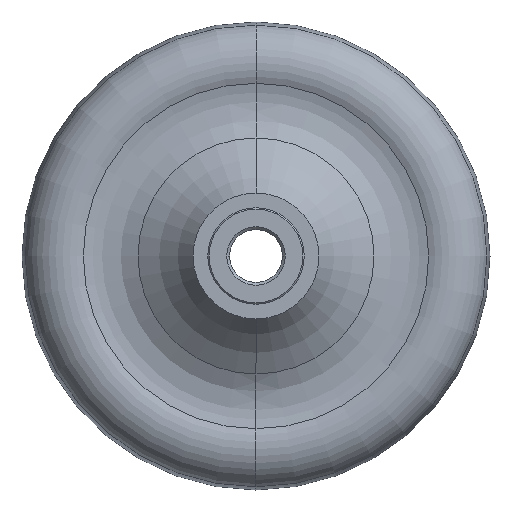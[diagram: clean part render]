
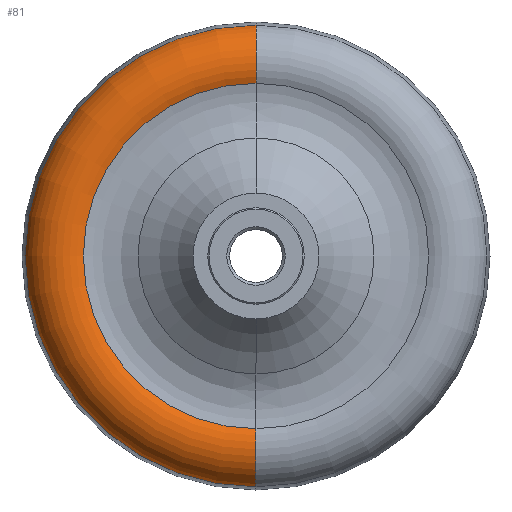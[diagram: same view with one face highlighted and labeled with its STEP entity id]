
A CAD part, left-side view. The second image highlights one B-rep face of the part: STEP entity #81.
In plain terms, the highlighted toroidal (fillet/blend) face has major radius 65.5 mm and minor radius 14 mm.
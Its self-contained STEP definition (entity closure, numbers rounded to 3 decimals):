
#81 = ADVANCED_FACE( '', ( #121 ), #122, .T. );
#121 = FACE_OUTER_BOUND( '', #190, .T. );
#122 = TOROIDAL_SURFACE( '', #191, 65.5, 14. );
#190 = EDGE_LOOP( '', ( #290, #291, #292, #293, #294, #295 ) );
#191 = AXIS2_PLACEMENT_3D( '', #296, #297, #298 );
#290 = ORIENTED_EDGE( '', *, *, #517, .F. );
#291 = ORIENTED_EDGE( '', *, *, #518, .T. );
#292 = ORIENTED_EDGE( '', *, *, #519, .T. );
#293 = ORIENTED_EDGE( '', *, *, #520, .F. );
#294 = ORIENTED_EDGE( '', *, *, #521, .F. );
#295 = ORIENTED_EDGE( '', *, *, #522, .F. );
#296 = CARTESIAN_POINT( '', ( 40.5, 0., 0. ) );
#297 = DIRECTION( '', ( -1., 0., 0. ) );
#298 = DIRECTION( '', ( 0., 0., 1. ) );
#517 = EDGE_CURVE( '', #609, #606, #610, .T. );
#518 = EDGE_CURVE( '', #609, #611, #612, .T. );
#519 = EDGE_CURVE( '', #611, #613, #614, .T. );
#520 = EDGE_CURVE( '', #604, #613, #615, .T. );
#521 = EDGE_CURVE( '', #616, #604, #617, .T. );
#522 = EDGE_CURVE( '', #606, #616, #618, .T. );
#604 = VERTEX_POINT( '', #728 );
#606 = VERTEX_POINT( '', #730 );
#609 = VERTEX_POINT( '', #733 );
#610 = CIRCLE( '', #734, 14. );
#611 = VERTEX_POINT( '', #735 );
#612 = CIRCLE( '', #736, 78.872 );
#613 = VERTEX_POINT( '', #737 );
#614 = CIRCLE( '', #738, 78.872 );
#615 = CIRCLE( '', #739, 14. );
#616 = VERTEX_POINT( '', #740 );
#617 = CIRCLE( '', #741, 59.043 );
#618 = CIRCLE( '', #742, 59.043 );
#728 = CARTESIAN_POINT( '', ( 28.078, 0., -59.043 ) );
#730 = CARTESIAN_POINT( '', ( 28.078, 0., 59.043 ) );
#733 = CARTESIAN_POINT( '', ( 36.353, 0., 78.872 ) );
#734 = AXIS2_PLACEMENT_3D( '', #876, #877, #878 );
#735 = CARTESIAN_POINT( '', ( 36.353, 78.872, 0. ) );
#736 = AXIS2_PLACEMENT_3D( '', #879, #880, #881 );
#737 = CARTESIAN_POINT( '', ( 36.353, 0., -78.872 ) );
#738 = AXIS2_PLACEMENT_3D( '', #882, #883, #884 );
#739 = AXIS2_PLACEMENT_3D( '', #885, #886, #887 );
#740 = CARTESIAN_POINT( '', ( 28.078, 59.043, 0. ) );
#741 = AXIS2_PLACEMENT_3D( '', #888, #889, #890 );
#742 = AXIS2_PLACEMENT_3D( '', #891, #892, #893 );
#876 = CARTESIAN_POINT( '', ( 40.5, 0., 65.5 ) );
#877 = DIRECTION( '', ( 0., -1., 0. ) );
#878 = DIRECTION( '', ( 0., 0., 1. ) );
#879 = CARTESIAN_POINT( '', ( 36.353, 0., 0. ) );
#880 = DIRECTION( '', ( -1., 0., 0. ) );
#881 = DIRECTION( '', ( 0., 1., 0. ) );
#882 = CARTESIAN_POINT( '', ( 36.353, 0., 0. ) );
#883 = DIRECTION( '', ( -1., 0., 0. ) );
#884 = DIRECTION( '', ( 0., 1., 0. ) );
#885 = CARTESIAN_POINT( '', ( 40.5, 0., -65.5 ) );
#886 = DIRECTION( '', ( 0., -1., 0. ) );
#887 = DIRECTION( '', ( 0., 0., -1. ) );
#888 = CARTESIAN_POINT( '', ( 28.078, 0., 0. ) );
#889 = DIRECTION( '', ( -1., 0., 0. ) );
#890 = DIRECTION( '', ( 0., 1., 0. ) );
#891 = CARTESIAN_POINT( '', ( 28.078, 0., 0. ) );
#892 = DIRECTION( '', ( -1., 0., 0. ) );
#893 = DIRECTION( '', ( 0., 1., 0. ) );
